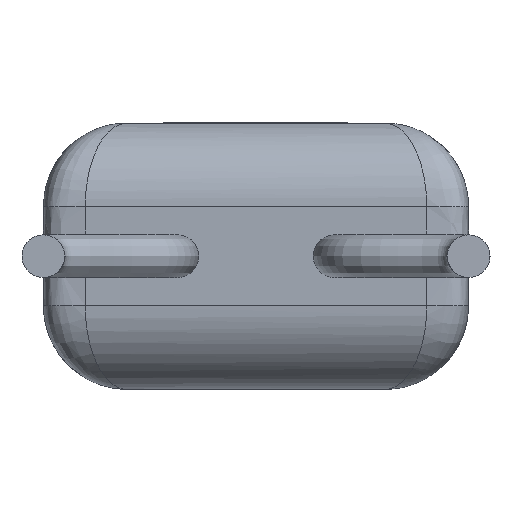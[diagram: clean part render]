
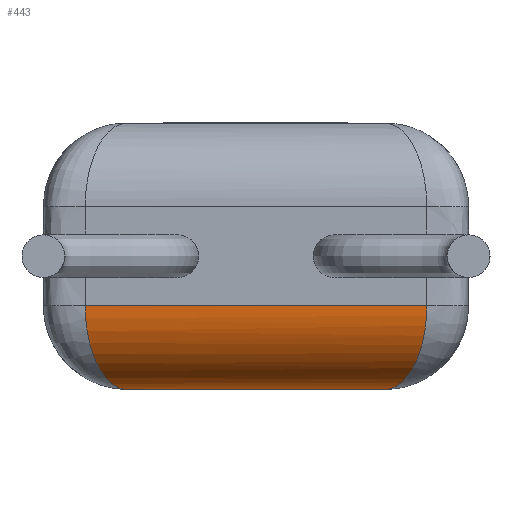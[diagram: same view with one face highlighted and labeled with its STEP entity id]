
A CAD part, front view. The second image highlights one B-rep face of the part: STEP entity #443.
In plain terms, the highlighted cylindrical face has radius 1 mm (diameter 2 mm), a partial arc.
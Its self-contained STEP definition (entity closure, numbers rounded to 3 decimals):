
#77 = VERTEX_POINT ( 'NONE', #1423 ) ;
#235 = LINE ( 'NONE', #644, #5962 ) ;
#265 = CARTESIAN_POINT ( 'NONE',  ( 4.427, 0.305, 0.28 ) ) ;
#332 = CARTESIAN_POINT ( 'NONE',  ( 4.445, 0.269, 0.317 ) ) ;
#365 = CARTESIAN_POINT ( 'NONE',  ( 0.756, 0.511, 0.127 ) ) ;
#391 = CARTESIAN_POINT ( 'NONE',  ( 0.599, 0.199, 0.401 ) ) ;
#401 = CARTESIAN_POINT ( 'NONE',  ( 4.28, 0.6, 0.083 ) ) ;
#423 = CARTESIAN_POINT ( 'NONE',  ( 4.295, 0.57, 0.097 ) ) ;
#443 = ADVANCED_FACE ( 'NONE', ( #635 ), #3701, .T. ) ;
#552 = EDGE_LOOP ( 'NONE', ( #4220, #4212, #6464, #4370 ) ) ;
#635 = FACE_OUTER_BOUND ( 'NONE', #552, .T. ) ;
#644 = CARTESIAN_POINT ( 'NONE',  ( 4.58, 0., 1. ) ) ;
#829 = CARTESIAN_POINT ( 'NONE',  ( 0.518, 0.037, 0.729 ) ) ;
#844 = CARTESIAN_POINT ( 'NONE',  ( 4.421, 0.318, 0.268 ) ) ;
#872 = CARTESIAN_POINT ( 'NONE',  ( 0.5, 0., 0.932 ) ) ;
#896 = CARTESIAN_POINT ( 'NONE',  ( 0.813, 0.627, 0.072 ) ) ;
#909 = CARTESIAN_POINT ( 'NONE',  ( 4.095, 0.971, 0. ) ) ;
#933 = CARTESIAN_POINT ( 'NONE',  ( 4.249, 0.662, 0.058 ) ) ;
#953 = CARTESIAN_POINT ( 'NONE',  ( 4.203, 0.754, 0.03 ) ) ;
#975 = CARTESIAN_POINT ( 'NONE',  ( 4.08, 1., 0. ) ) ;
#1011 = VECTOR ( 'NONE', #4015, 1000. ) ;
#1335 = CARTESIAN_POINT ( 'NONE',  ( 0.571, 0.141, 0.483 ) ) ;
#1346 = CARTESIAN_POINT ( 'NONE',  ( 4.488, 0.184, 0.421 ) ) ;
#1356 = CARTESIAN_POINT ( 'NONE',  ( 0.856, 0.713, 0.039 ) ) ;
#1372 = CARTESIAN_POINT ( 'NONE',  ( 4.478, 0.204, 0.394 ) ) ;
#1423 = CARTESIAN_POINT ( 'NONE',  ( 1., 1., 0. ) ) ;
#1440 = CARTESIAN_POINT ( 'NONE',  ( 4.234, 0.693, 0.048 ) ) ;
#1467 = CARTESIAN_POINT ( 'NONE',  ( 4.11, 0.94, 0.001 ) ) ;
#1513 = CARTESIAN_POINT ( 'NONE',  ( 4.187, 0.786, 0.023 ) ) ;
#1867 = CARTESIAN_POINT ( 'NONE',  ( 4.568, 0.023, 0.784 ) ) ;
#1874 = CARTESIAN_POINT ( 'NONE',  ( 0.504, 0.007, 0.864 ) ) ;
#1894 = CARTESIAN_POINT ( 'NONE',  ( 1., 1., 0. ) ) ;
#1906 = CARTESIAN_POINT ( 'NONE',  ( 4.382, 0.397, 0.202 ) ) ;
#2001 = B_SPLINE_CURVE_WITH_KNOTS ( 'NONE', 3,
 ( #4902, #6504, #6479, #1867, #5433, #2350, #2420, #4430, #4380, #1346, #1372, #4944, #332, #265, #844, #3926, #4970, #1906, #6021, #6527, #3543, #423, #401, #933, #1440, #953, #1513, #4064, #5033, #1467, #909, #975 ),
 .UNSPECIFIED., .F., .F.,
 ( 4, 2, 2, 2, 2, 2, 2, 2, 2, 2, 2, 2, 2, 2, 2, 4 ),
 ( 0., 0.114, 0.171, 0.228, 0.355, 0.419, 0.482, 0.516, 0.549, 0.615, 0.682, 0.748, 0.811, 0.874, 0.937, 1. ),
 .UNSPECIFIED. ) ;
#2350 = CARTESIAN_POINT ( 'NONE',  ( 4.556, 0.048, 0.691 ) ) ;
#2379 = CARTESIAN_POINT ( 'NONE',  ( 0.701, 0.402, 0.196 ) ) ;
#2408 = CARTESIAN_POINT ( 'NONE',  ( 0.654, 0.308, 0.278 ) ) ;
#2420 = CARTESIAN_POINT ( 'NONE',  ( 4.551, 0.059, 0.661 ) ) ;
#2446 = CARTESIAN_POINT ( 'NONE',  ( 0.5, 0., 1. ) ) ;
#2670 = EDGE_CURVE ( 'NONE', #4610, #5394, #2001, .T. ) ;
#2774 = VERTEX_POINT ( 'NONE', #4127 ) ;
#2880 = CARTESIAN_POINT ( 'NONE',  ( 0.555, 0.11, 0.54 ) ) ;
#2898 = CARTESIAN_POINT ( 'NONE',  ( 0.809, 0.618, 0.076 ) ) ;
#2919 = CARTESIAN_POINT ( 'NONE',  ( 0.529, 0.058, 0.663 ) ) ;
#3089 = DIRECTION ( 'NONE',  ( -1., 0., 0. ) ) ;
#3350 = CARTESIAN_POINT ( 'NONE',  ( 4.08, 1., 0. ) ) ;
#3404 = CARTESIAN_POINT ( 'NONE',  ( 0.816, 0.632, 0.07 ) ) ;
#3448 = CARTESIAN_POINT ( 'NONE',  ( 0.742, 0.483, 0.144 ) ) ;
#3470 = CARTESIAN_POINT ( 'NONE',  ( 0.626, 0.253, 0.335 ) ) ;
#3543 = CARTESIAN_POINT ( 'NONE',  ( 4.325, 0.51, 0.128 ) ) ;
#3701 = CYLINDRICAL_SURFACE ( 'NONE', #5549, 1. ) ;
#3705 = EDGE_CURVE ( 'NONE', #2774, #4610, #235, .T. ) ;
#3902 = CARTESIAN_POINT ( 'NONE',  ( 0.535, 0.071, 0.63 ) ) ;
#3926 = CARTESIAN_POINT ( 'NONE',  ( 4.408, 0.344, 0.245 ) ) ;
#3986 = CARTESIAN_POINT ( 'NONE',  ( 0.803, 0.606, 0.081 ) ) ;
#4015 = DIRECTION ( 'NONE',  ( -1., 0., 0. ) ) ;
#4064 = CARTESIAN_POINT ( 'NONE',  ( 4.156, 0.848, 0.011 ) ) ;
#4127 = CARTESIAN_POINT ( 'NONE',  ( 0.5, 0., 1. ) ) ;
#4212 = ORIENTED_EDGE ( 'NONE', *, *, #5025, .F. ) ;
#4220 = ORIENTED_EDGE ( 'NONE', *, *, #4598, .T. ) ;
#4370 = ORIENTED_EDGE ( 'NONE', *, *, #3705, .F. ) ;
#4380 = CARTESIAN_POINT ( 'NONE',  ( 4.516, 0.128, 0.506 ) ) ;
#4414 = CARTESIAN_POINT ( 'NONE',  ( 0.514, 0.028, 0.763 ) ) ;
#4430 = CARTESIAN_POINT ( 'NONE',  ( 4.532, 0.096, 0.567 ) ) ;
#4440 = CARTESIAN_POINT ( 'NONE',  ( 0.778, 0.556, 0.104 ) ) ;
#4464 = CARTESIAN_POINT ( 'NONE',  ( 0.644, 0.288, 0.298 ) ) ;
#4512 = CARTESIAN_POINT ( 'NONE',  ( 0.5, 1., 0. ) ) ;
#4598 = EDGE_CURVE ( 'NONE', #2774, #77, #5106, .T. ) ;
#4610 = VERTEX_POINT ( 'NONE', #5514 ) ;
#4648 = DIRECTION ( 'NONE',  ( 1., 0., 0. ) ) ;
#4902 = CARTESIAN_POINT ( 'NONE',  ( 4.58, 0., 1. ) ) ;
#4944 = CARTESIAN_POINT ( 'NONE',  ( 4.457, 0.246, 0.342 ) ) ;
#4955 = CARTESIAN_POINT ( 'NONE',  ( 0.917, 0.834, 0. ) ) ;
#4970 = CARTESIAN_POINT ( 'NONE',  ( 4.402, 0.357, 0.234 ) ) ;
#4977 = CARTESIAN_POINT ( 'NONE',  ( 0.635, 0.27, 0.316 ) ) ;
#5025 = EDGE_CURVE ( 'NONE', #5394, #77, #6186, .T. ) ;
#5033 = CARTESIAN_POINT ( 'NONE',  ( 4.14, 0.879, 0.007 ) ) ;
#5106 = B_SPLINE_CURVE_WITH_KNOTS ( 'NONE', 3,
 ( #2446, #872, #1874, #4414, #829, #6053, #2919, #3902, #6029, #2880, #1335, #391, #6465, #3470, #4977, #4464, #6539, #2408, #5491, #2379, #3448, #365, #4440, #5979, #3986, #2898, #896, #3404, #1356, #4955, #1894 ),
 .UNSPECIFIED., .F., .F.,
 ( 4, 2, 2, 2, 2, 2, 2, 1, 2, 2, 2, 2, 1, 1, 2, 2, 4 ),
 ( 0., 0.125, 0.188, 0.219, 0.25, 0.375, 0.438, 0.469, 0.484, 0.5, 0.625, 0.688, 0.719, 0.734, 0.742, 0.75, 1. ),
 .UNSPECIFIED. ) ;
#5394 = VERTEX_POINT ( 'NONE', #3350 ) ;
#5433 = CARTESIAN_POINT ( 'NONE',  ( 4.565, 0.031, 0.753 ) ) ;
#5491 = CARTESIAN_POINT ( 'NONE',  ( 0.677, 0.355, 0.234 ) ) ;
#5514 = CARTESIAN_POINT ( 'NONE',  ( 4.58, 0., 1. ) ) ;
#5549 = AXIS2_PLACEMENT_3D ( 'NONE', #6177, #3089, #5764 ) ;
#5764 = DIRECTION ( 'NONE',  ( 0., 0., 1. ) ) ;
#5962 = VECTOR ( 'NONE', #4648, 1000. ) ;
#5979 = CARTESIAN_POINT ( 'NONE',  ( 0.789, 0.579, 0.093 ) ) ;
#6021 = CARTESIAN_POINT ( 'NONE',  ( 4.368, 0.424, 0.182 ) ) ;
#6029 = CARTESIAN_POINT ( 'NONE',  ( 0.539, 0.078, 0.613 ) ) ;
#6053 = CARTESIAN_POINT ( 'NONE',  ( 0.526, 0.053, 0.679 ) ) ;
#6177 = CARTESIAN_POINT ( 'NONE',  ( 0., 1., 1. ) ) ;
#6186 = LINE ( 'NONE', #4512, #1011 ) ;
#6464 = ORIENTED_EDGE ( 'NONE', *, *, #2670, .F. ) ;
#6465 = CARTESIAN_POINT ( 'NONE',  ( 0.61, 0.219, 0.374 ) ) ;
#6479 = CARTESIAN_POINT ( 'NONE',  ( 4.577, 0.005, 0.878 ) ) ;
#6504 = CARTESIAN_POINT ( 'NONE',  ( 4.58, 0., 0.941 ) ) ;
#6527 = CARTESIAN_POINT ( 'NONE',  ( 4.34, 0.481, 0.145 ) ) ;
#6539 = CARTESIAN_POINT ( 'NONE',  ( 0.65, 0.3, 0.285 ) ) ;
